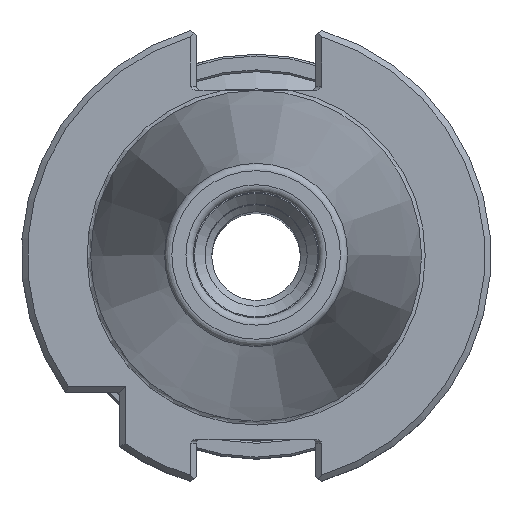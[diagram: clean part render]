
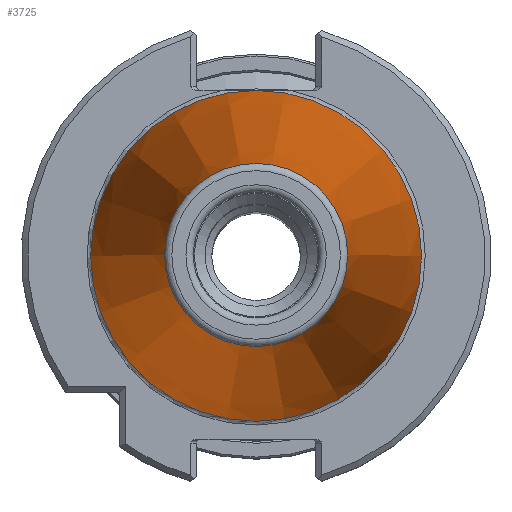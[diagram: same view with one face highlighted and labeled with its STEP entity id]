
A CAD part, top view. The second image highlights one B-rep face of the part: STEP entity #3725.
In plain terms, the highlighted conical face has half-angle 8.297 degrees and reference radius 22.395 mm.
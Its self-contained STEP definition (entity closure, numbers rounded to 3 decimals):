
#418=CONICAL_SURFACE('',#3983,22.395,0.145);
#901=ORIENTED_EDGE('',*,*,#1331,.F.);
#902=ORIENTED_EDGE('',*,*,#1256,.T.);
#1256=EDGE_CURVE('',#1552,#1552,#1696,.T.);
#1331=EDGE_CURVE('',#1581,#1581,#1720,.T.);
#1552=VERTEX_POINT('',#5388);
#1581=VERTEX_POINT('',#5594);
#1696=CIRCLE('',#3895,22.395);
#1720=CIRCLE('',#3984,12.397);
#1905=EDGE_LOOP('',(#901));
#1906=EDGE_LOOP('',(#902));
#2176=FACE_BOUND('',#1905,.T.);
#2177=FACE_BOUND('',#1906,.T.);
#3725=ADVANCED_FACE('',(#2176,#2177),#418,.T.);
#3895=AXIS2_PLACEMENT_3D('',#5387,#4384,#4385);
#3983=AXIS2_PLACEMENT_3D('',#5592,#4586,#4587);
#3984=AXIS2_PLACEMENT_3D('',#5593,#4588,#4589);
#4384=DIRECTION('',(0.,0.,1.));
#4385=DIRECTION('',(1.,0.,0.));
#4586=DIRECTION('',(0.,0.,-1.));
#4587=DIRECTION('',(-1.,0.,0.));
#4588=DIRECTION('',(0.,0.,1.));
#4589=DIRECTION('',(1.,0.,0.));
#5387=CARTESIAN_POINT('',(0.,0.,-1.163));
#5388=CARTESIAN_POINT('',(22.395,0.,-1.163));
#5592=CARTESIAN_POINT('',(0.,0.,-1.163));
#5593=CARTESIAN_POINT('',(0.,0.,67.394));
#5594=CARTESIAN_POINT('',(12.397,0.,67.394));
